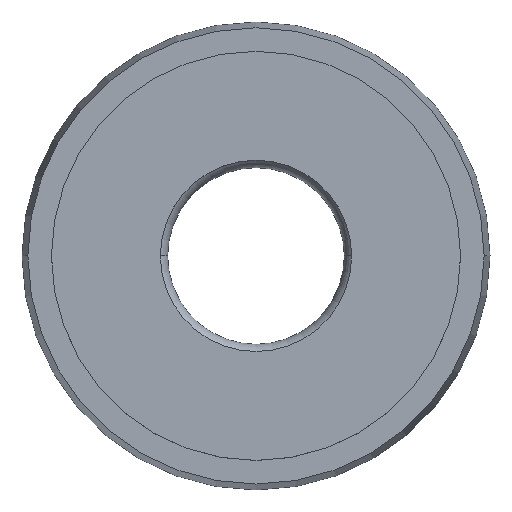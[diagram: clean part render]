
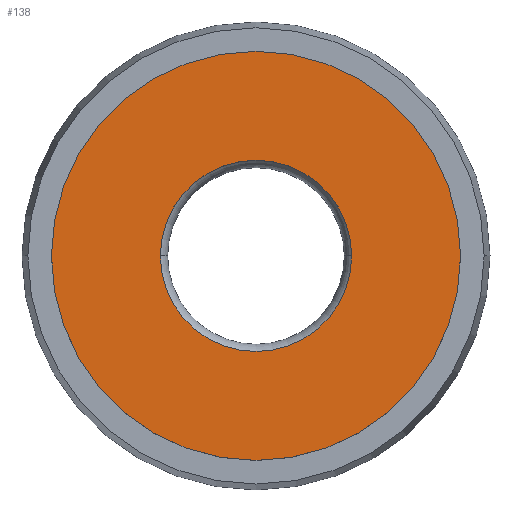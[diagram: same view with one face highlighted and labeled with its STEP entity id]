
A CAD part, top view. The second image highlights one B-rep face of the part: STEP entity #138.
In plain terms, the highlighted planar face has unit normal (0, 0, 1).
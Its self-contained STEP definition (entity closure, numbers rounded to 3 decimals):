
#7 = EDGE_CURVE ( 'NONE', #206, #75, #210, .T. ) ;
#12 = EDGE_LOOP ( 'NONE', ( #588, #162 ) ) ;
#48 = EDGE_CURVE ( 'NONE', #372, #564, #239, .T. ) ;
#59 = ORIENTED_EDGE ( 'NONE', *, *, #48, .T. ) ;
#75 = VERTEX_POINT ( 'NONE', #469 ) ;
#132 = DIRECTION ( 'NONE',  ( 1., 0., 0. ) ) ;
#133 = CIRCLE ( 'NONE', #619, 6.95 ) ;
#134 = FACE_OUTER_BOUND ( 'NONE', #205, .T. ) ;
#138 = ADVANCED_FACE ( 'NONE', ( #430, #134 ), #527, .F. ) ;
#152 = CARTESIAN_POINT ( 'NONE',  ( 0., 0., 0. ) ) ;
#162 = ORIENTED_EDGE ( 'NONE', *, *, #7, .F. ) ;
#164 = CARTESIAN_POINT ( 'NONE',  ( -6.95, 0., 0. ) ) ;
#166 = CARTESIAN_POINT ( 'NONE',  ( 0., 0., 0. ) ) ;
#170 = DIRECTION ( 'NONE',  ( 0., 0., -1. ) ) ;
#183 = EDGE_CURVE ( 'NONE', #75, #206, #421, .T. ) ;
#192 = AXIS2_PLACEMENT_3D ( 'NONE', #166, #170, #266 ) ;
#205 = EDGE_LOOP ( 'NONE', ( #355, #59 ) ) ;
#206 = VERTEX_POINT ( 'NONE', #257 ) ;
#209 = AXIS2_PLACEMENT_3D ( 'NONE', #152, #399, #422 ) ;
#210 = CIRCLE ( 'NONE', #613, 3.25 ) ;
#231 = DIRECTION ( 'NONE',  ( 0., 0., 1. ) ) ;
#236 = DIRECTION ( 'NONE',  ( 0., 0., 1. ) ) ;
#239 = CIRCLE ( 'NONE', #209, 6.95 ) ;
#240 = CARTESIAN_POINT ( 'NONE',  ( 6.95, 0., 0. ) ) ;
#257 = CARTESIAN_POINT ( 'NONE',  ( -3.25, 0., 0. ) ) ;
#266 = DIRECTION ( 'NONE',  ( -1., 0., 0. ) ) ;
#297 = DIRECTION ( 'NONE',  ( 1., 0., 0. ) ) ;
#305 = CARTESIAN_POINT ( 'NONE',  ( 0., 0., 0. ) ) ;
#355 = ORIENTED_EDGE ( 'NONE', *, *, #420, .T. ) ;
#372 = VERTEX_POINT ( 'NONE', #164 ) ;
#399 = DIRECTION ( 'NONE',  ( 0., 0., 1. ) ) ;
#401 = DIRECTION ( 'NONE',  ( 0., 0., 1. ) ) ;
#420 = EDGE_CURVE ( 'NONE', #564, #372, #133, .T. ) ;
#421 = CIRCLE ( 'NONE', #553, 3.25 ) ;
#422 = DIRECTION ( 'NONE',  ( 1., 0., 0. ) ) ;
#430 = FACE_BOUND ( 'NONE', #12, .T. ) ;
#433 = CARTESIAN_POINT ( 'NONE',  ( 0., 0., 0. ) ) ;
#469 = CARTESIAN_POINT ( 'NONE',  ( 3.25, 0., 0. ) ) ;
#501 = DIRECTION ( 'NONE',  ( 1., 0., 0. ) ) ;
#527 = PLANE ( 'NONE',  #192 ) ;
#528 = CARTESIAN_POINT ( 'NONE',  ( 0., 0., 0. ) ) ;
#553 = AXIS2_PLACEMENT_3D ( 'NONE', #305, #401, #501 ) ;
#564 = VERTEX_POINT ( 'NONE', #240 ) ;
#588 = ORIENTED_EDGE ( 'NONE', *, *, #183, .F. ) ;
#613 = AXIS2_PLACEMENT_3D ( 'NONE', #433, #236, #297 ) ;
#619 = AXIS2_PLACEMENT_3D ( 'NONE', #528, #231, #132 ) ;
